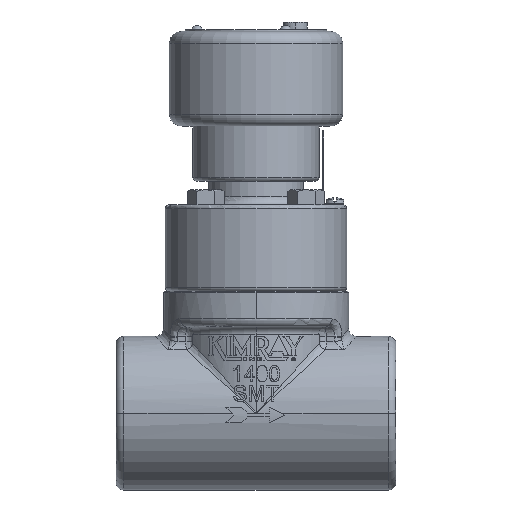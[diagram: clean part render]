
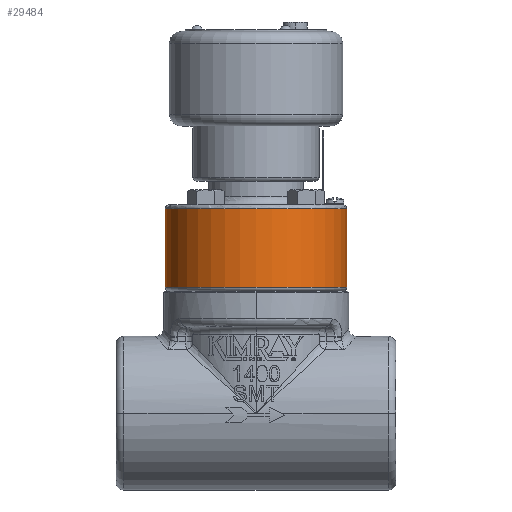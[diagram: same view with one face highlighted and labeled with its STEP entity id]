
A CAD part, top view. The second image highlights one B-rep face of the part: STEP entity #29484.
In plain terms, the highlighted cylindrical face has radius 36.513 mm (diameter 73.025 mm), a partial arc.
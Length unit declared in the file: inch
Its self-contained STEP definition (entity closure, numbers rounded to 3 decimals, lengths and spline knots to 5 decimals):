
#871 = DIRECTION ( 'NONE',  ( 1., 0., 0. ) ) ;
#1528 = CARTESIAN_POINT ( 'NONE',  ( -1.4375, 0.86, 0. ) ) ;
#2671 = FACE_OUTER_BOUND ( 'NONE', #23043, .T. ) ;
#2737 = CIRCLE ( 'NONE', #16787, 1.4375 ) ;
#4311 = DIRECTION ( 'NONE',  ( 1., 0., 0. ) ) ;
#5119 = CARTESIAN_POINT ( 'NONE',  ( -1.4375, 2.2975, 0. ) ) ;
#5217 = ORIENTED_EDGE ( 'NONE', *, *, #17720, .F. ) ;
#5289 = ORIENTED_EDGE ( 'NONE', *, *, #17557, .T. ) ;
#5374 = VERTEX_POINT ( 'NONE', #5119 ) ;
#5694 = CARTESIAN_POINT ( 'NONE',  ( 0., 1.0475, 0. ) ) ;
#6480 = ORIENTED_EDGE ( 'NONE', *, *, #28786, .T. ) ;
#8306 = EDGE_CURVE ( 'NONE', #20233, #9418, #28212, .T. ) ;
#8813 = CARTESIAN_POINT ( 'NONE',  ( -1.4375, 1.0475, 0. ) ) ;
#8871 = CARTESIAN_POINT ( 'NONE',  ( 1.4375, 0.86, 0. ) ) ;
#9418 = VERTEX_POINT ( 'NONE', #14649 ) ;
#12041 = ORIENTED_EDGE ( 'NONE', *, *, #8306, .T. ) ;
#12854 = DIRECTION ( 'NONE',  ( -1., 0., 0. ) ) ;
#13170 = CARTESIAN_POINT ( 'NONE',  ( 0., 2.2975, 0. ) ) ;
#14649 = CARTESIAN_POINT ( 'NONE',  ( 1.4375, 1.0475, 0. ) ) ;
#15625 = DIRECTION ( 'NONE',  ( 0., -1., 0. ) ) ;
#16787 = AXIS2_PLACEMENT_3D ( 'NONE', #13170, #15625, #12854 ) ;
#17557 = EDGE_CURVE ( 'NONE', #21262, #5374, #2737, .T. ) ;
#17720 = EDGE_CURVE ( 'NONE', #21262, #9418, #30506, .T. ) ;
#18210 = AXIS2_PLACEMENT_3D ( 'NONE', #5694, #20312, #871 ) ;
#18246 = CARTESIAN_POINT ( 'NONE',  ( 1.4375, 2.2975, 0. ) ) ;
#18881 = CARTESIAN_POINT ( 'NONE',  ( 0., 0.86, 0. ) ) ;
#20233 = VERTEX_POINT ( 'NONE', #8813 ) ;
#20312 = DIRECTION ( 'NONE',  ( 0., 1., 0. ) ) ;
#21262 = VERTEX_POINT ( 'NONE', #18246 ) ;
#23043 = EDGE_LOOP ( 'NONE', ( #5289, #6480, #12041, #5217 ) ) ;
#23564 = CYLINDRICAL_SURFACE ( 'NONE', #23738, 1.4375 ) ;
#23732 = DIRECTION ( 'NONE',  ( 0., -1., 0. ) ) ;
#23738 = AXIS2_PLACEMENT_3D ( 'NONE', #18881, #23732, #4311 ) ;
#26381 = DIRECTION ( 'NONE',  ( 0., -1., 0. ) ) ;
#27435 = VECTOR ( 'NONE', #30383, 39.37008 ) ;
#28212 = CIRCLE ( 'NONE', #18210, 1.4375 ) ;
#28786 = EDGE_CURVE ( 'NONE', #5374, #20233, #29689, .T. ) ;
#29484 = ADVANCED_FACE ( 'NONE', ( #2671 ), #23564, .T. ) ;
#29689 = LINE ( 'NONE', #1528, #31201 ) ;
#30383 = DIRECTION ( 'NONE',  ( 0., -1., 0. ) ) ;
#30506 = LINE ( 'NONE', #8871, #27435 ) ;
#31201 = VECTOR ( 'NONE', #26381, 39.37008 ) ;
